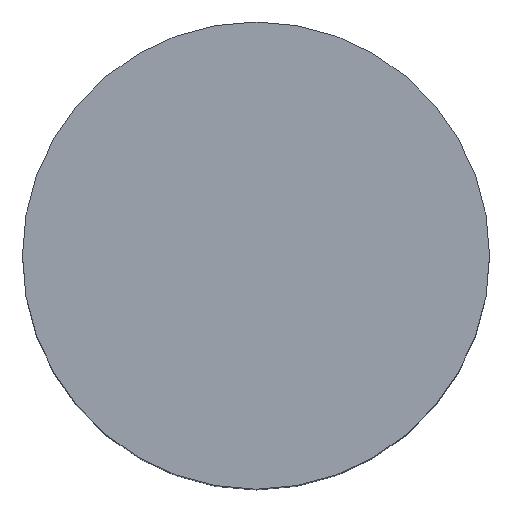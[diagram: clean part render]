
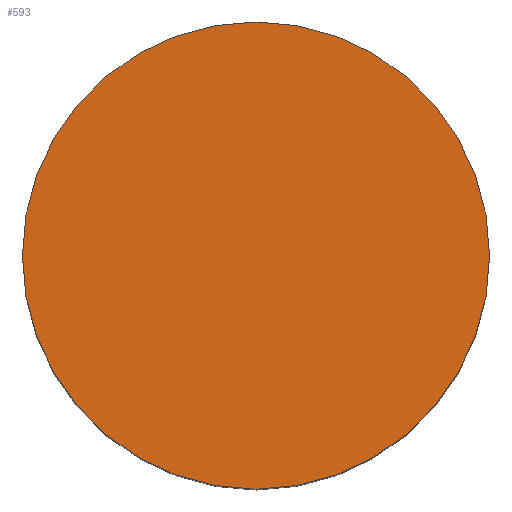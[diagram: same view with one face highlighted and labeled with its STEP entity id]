
A CAD part, top view. The second image highlights one B-rep face of the part: STEP entity #593.
In plain terms, the highlighted planar face has unit normal (0, 0, 1).
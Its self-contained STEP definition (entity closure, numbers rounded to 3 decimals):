
#380 = EDGE_CURVE('',#381,#381,#383,.T.);
#381 = VERTEX_POINT('',#382);
#382 = CARTESIAN_POINT('',(3.685,0.,7.3));
#383 = CIRCLE('',#384,2.415);
#384 = AXIS2_PLACEMENT_3D('',#385,#386,#387);
#385 = CARTESIAN_POINT('',(1.27,0.,7.3));
#386 = DIRECTION('',(0.,0.,-1.));
#387 = DIRECTION('',(1.,0.,0.));
#593 = ADVANCED_FACE('',(#594),#597,.F.);
#594 = FACE_BOUND('',#595,.F.);
#595 = EDGE_LOOP('',(#596));
#596 = ORIENTED_EDGE('',*,*,#380,.T.);
#597 = PLANE('',#598);
#598 = AXIS2_PLACEMENT_3D('',#599,#600,#601);
#599 = CARTESIAN_POINT('',(-0.746,-1.33,7.3));
#600 = DIRECTION('',(0.,0.,-1.));
#601 = DIRECTION('',(-1.,0.,0.));
